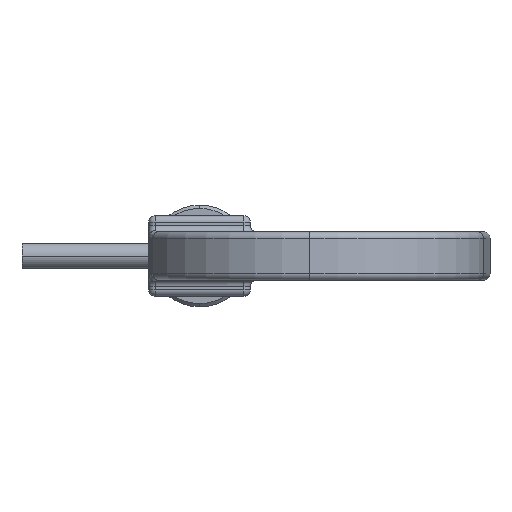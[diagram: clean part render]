
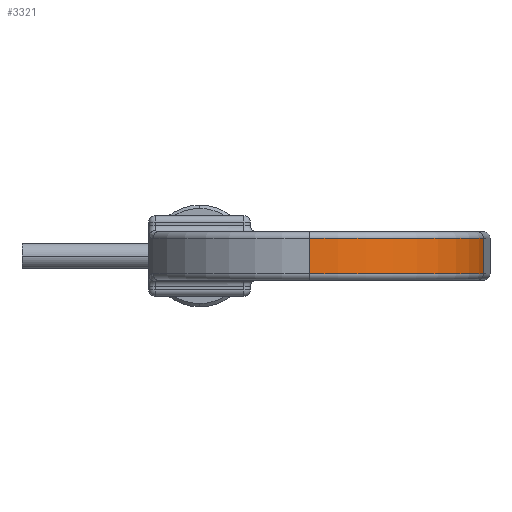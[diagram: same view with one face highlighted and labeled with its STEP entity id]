
A CAD part, left-side view. The second image highlights one B-rep face of the part: STEP entity #3321.
In plain terms, the highlighted cylindrical face has radius 54.082 mm (diameter 108.165 mm), a partial arc.
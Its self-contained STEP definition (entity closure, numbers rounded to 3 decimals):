
#176 = AXIS2_PLACEMENT_3D ( 'NONE', #11930, #11931, #11932 ) ;
#808 = EDGE_LOOP ( 'NONE', ( #12604, #12605, #12606, #12607 ) ) ;
#2792 = FACE_OUTER_BOUND ( 'NONE', #808, .T. ) ;
#2798 = CYLINDRICAL_SURFACE ( 'NONE', #3877, 54.082 ) ;
#2938 = DIRECTION ( 'NONE',  ( -1., 0., 0. ) ) ;
#2940 = DIRECTION ( 'NONE',  ( 0., 0., -1. ) ) ;
#2942 = CARTESIAN_POINT ( 'NONE',  ( 20.947, -49.861, 7.5 ) ) ;
#3321 = ADVANCED_FACE ( 'NONE', ( #2792 ), #2798, .T. ) ;
#3877 = AXIS2_PLACEMENT_3D ( 'NONE', #2942, #2940, #2938 ) ;
#5201 = CARTESIAN_POINT ( 'NONE',  ( 16.479, -103.759, 5.5 ) ) ;
#5202 = CARTESIAN_POINT ( 'NONE',  ( -33.135, -49.861, 5.5 ) ) ;
#5204 = CARTESIAN_POINT ( 'NONE',  ( -33.135, -49.861, -5.5 ) ) ;
#5207 = CARTESIAN_POINT ( 'NONE',  ( 16.479, -103.759, -5.5 ) ) ;
#5446 = VERTEX_POINT ( 'NONE', #5201 ) ;
#5447 = VERTEX_POINT ( 'NONE', #5202 ) ;
#5449 = VERTEX_POINT ( 'NONE', #5204 ) ;
#5452 = VERTEX_POINT ( 'NONE', #5207 ) ;
#9942 = AXIS2_PLACEMENT_3D ( 'NONE', #11948, #11949, #11950 ) ;
#10951 = EDGE_CURVE ( 'NONE', #5446, #5447, #11297, .T. ) ;
#10957 = EDGE_CURVE ( 'NONE', #5449, #5452, #11305, .T. ) ;
#10981 = EDGE_CURVE ( 'NONE', #5447, #5449, #11336, .T. ) ;
#10982 = EDGE_CURVE ( 'NONE', #5446, #5452, #11338, .T. ) ;
#11297 = CIRCLE ( 'NONE', #176, 54.082 ) ;
#11305 = CIRCLE ( 'NONE', #9942, 54.082 ) ;
#11336 = LINE ( 'NONE', #12016, #11339 ) ;
#11338 = LINE ( 'NONE', #12018, #11341 ) ;
#11339 = VECTOR ( 'NONE', #12017, 1000. ) ;
#11341 = VECTOR ( 'NONE', #12020, 1000. ) ;
#11930 = CARTESIAN_POINT ( 'NONE',  ( 20.947, -49.861, 5.5 ) ) ;
#11931 = DIRECTION ( 'NONE',  ( 0., 0., -1. ) ) ;
#11932 = DIRECTION ( 'NONE',  ( -1., 0., 0. ) ) ;
#11948 = CARTESIAN_POINT ( 'NONE',  ( 20.947, -49.861, -5.5 ) ) ;
#11949 = DIRECTION ( 'NONE',  ( 0., 0., 1. ) ) ;
#11950 = DIRECTION ( 'NONE',  ( -1., 0., 0. ) ) ;
#12016 = CARTESIAN_POINT ( 'NONE',  ( -33.135, -49.861, 7.5 ) ) ;
#12017 = DIRECTION ( 'NONE',  ( 0., 0., -1. ) ) ;
#12018 = CARTESIAN_POINT ( 'NONE',  ( 16.479, -103.759, 7.5 ) ) ;
#12020 = DIRECTION ( 'NONE',  ( 0., 0., -1. ) ) ;
#12604 = ORIENTED_EDGE ( 'NONE', *, *, #10951, .T. ) ;
#12605 = ORIENTED_EDGE ( 'NONE', *, *, #10981, .T. ) ;
#12606 = ORIENTED_EDGE ( 'NONE', *, *, #10957, .T. ) ;
#12607 = ORIENTED_EDGE ( 'NONE', *, *, #10982, .F. ) ;
